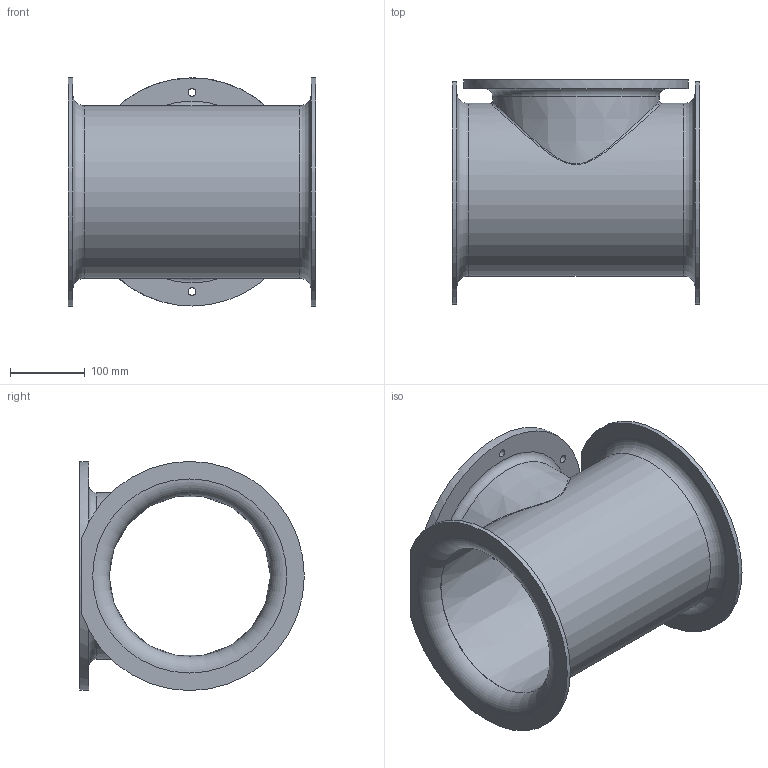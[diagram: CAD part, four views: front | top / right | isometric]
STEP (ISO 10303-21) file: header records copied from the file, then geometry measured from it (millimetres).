
FILE_DESCRIPTION(/* description */ (''),/* implementation_level */ '2;1');
FILE_NAME(/* name */ '90135i .stp',/* time_stamp */ '2016-02-22T10:16:14+01:00',/* author */ ('elvira'),/* organization */ (''),/* preprocessor_version */ 'ST-DEVELOPER v16.1',/* originating_system */ 'Autodesk Inventor 2016',/* authorisation */ '');
FILE_SCHEMA (('AUTOMOTIVE_DESIGN { 1 0 10303 214 3 1 1 }'));
Length unit declared in the file: millimetre
Products named in the file (1): 90135i
Bounding box: 330 x 300 x 306 mm (x, y, z)
Volume: 2885516.4 mm3; surface area: 721444.2 mm2
Topology: 1 solids, 1 shells, 44 faces, 117 edges, 82 vertices
Faces by surface type: plane 14, cylinder 13, bspline 7, torus 6, cone 4
Full cylindrical faces by diameter (mm): 10.5 x6, 11 x2, 46 x1, 231 x1
Entity records: 4147 total; most frequent: CARTESIAN_POINT 3187, DIRECTION 162, ORIENTED_EDGE 148, EDGE_LOOP 94, AXIS2_PLACEMENT_3D 76, EDGE_CURVE 74, VERTEX_POINT 62, FACE_BOUND 50
